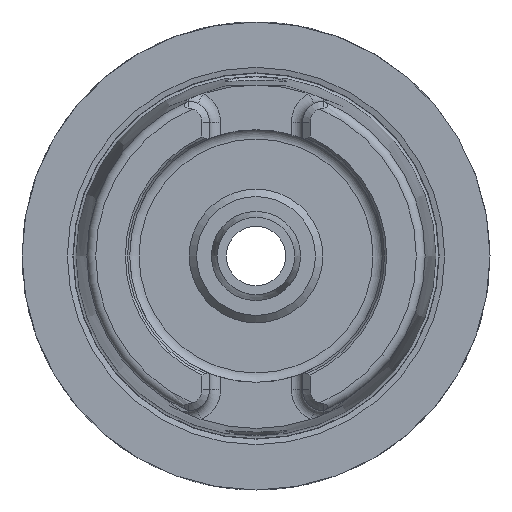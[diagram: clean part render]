
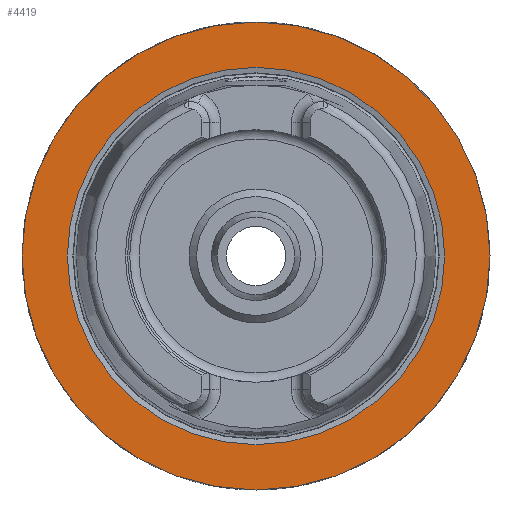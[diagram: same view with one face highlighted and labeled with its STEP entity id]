
A CAD part, left-side view. The second image highlights one B-rep face of the part: STEP entity #4419.
In plain terms, the highlighted planar face has unit normal (-1, 0, 0).
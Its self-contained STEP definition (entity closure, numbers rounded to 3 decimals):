
#1099=CARTESIAN_POINT('',(0.0,31.5,0.0));
#1100=VERTEX_POINT('',#1099);
#1101=CARTESIAN_POINT('',(0.0,0.0,0.0));
#1102=DIRECTION('',(1.0,0.0,0.0));
#1103=DIRECTION('',(0.0,1.0,0.0));
#1104=AXIS2_PLACEMENT_3D('',#1101,#1102,#1103);
#1105=CIRCLE('',#1104,31.5);
#1106=EDGE_CURVE('',#1100,#1100,#1105,.T.);
#4393=CARTESIAN_POINT('',(0.0,25.4,0.0));
#4394=VERTEX_POINT('',#4393);
#4395=CARTESIAN_POINT('',(0.0,0.0,0.0));
#4396=DIRECTION('',(1.0,0.0,0.0));
#4397=DIRECTION('',(0.0,1.0,0.0));
#4398=AXIS2_PLACEMENT_3D('',#4395,#4396,#4397);
#4399=CIRCLE('',#4398,25.4);
#4400=EDGE_CURVE('',#4394,#4394,#4399,.T.);
#4408=CARTESIAN_POINT('',(0.0,28.45,0.0));
#4409=DIRECTION('',(-1.0,0.0,0.0));
#4410=DIRECTION('',(0.0,0.0,1.0));
#4411=AXIS2_PLACEMENT_3D('',#4408,#4409,#4410);
#4412=PLANE('',#4411);
#4413=ORIENTED_EDGE('',*,*,#1106,.F.);
#4414=EDGE_LOOP('',(#4413));
#4415=FACE_OUTER_BOUND('',#4414,.T.);
#4416=ORIENTED_EDGE('',*,*,#4400,.T.);
#4417=EDGE_LOOP('',(#4416));
#4418=FACE_BOUND('',#4417,.T.);
#4419=ADVANCED_FACE('',(#4415,#4418),#4412,.T.);
